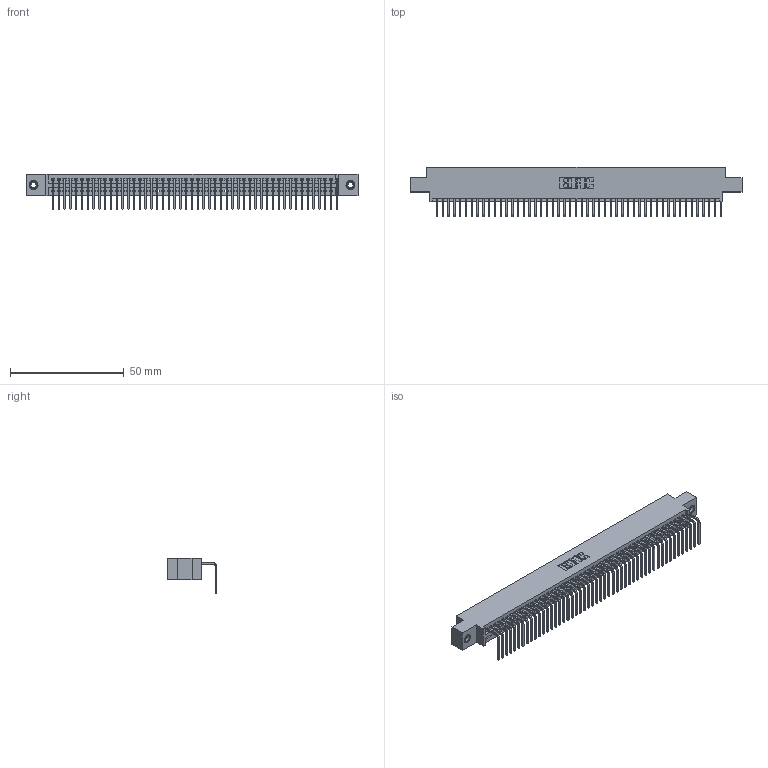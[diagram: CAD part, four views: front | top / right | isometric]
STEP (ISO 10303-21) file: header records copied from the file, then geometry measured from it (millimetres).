
FILE_DESCRIPTION (( 'STEP AP203' ), '1' );
FILE_NAME ('345-050-558-608.STEP', '2019-10-10T18:25:48', ( '' ), ( '' ), 'SwSTEP 2.0', 'SolidWorks 2016', '' );
FILE_SCHEMA (( 'CONFIG_CONTROL_DESIGN' ));
Length unit declared in the file: inch
Products named in the file (4): 345-050-558-608; 345 Part_0.170 Offset - 0.156 Dia-TI; 345-292-001_558 Tail - 2; 345-250-001_345-250-003-102
Assembly tree (53 placements, depth 2):
  345-050-558-608
    345 Part_0.170 Offset - 0.156 Dia-TI
    345-292-001_558 Tail - 2  x50
    345-250-001_345-250-003-102  x2
Bounding box: 145.67 x 21.83 x 15.37 mm (x, y, z)
Volume: 13951.3 mm3; surface area: 19820.5 mm2
Topology: 53 solids, 53 shells, 3174 faces, 9535 edges, 6282 vertices
Faces by surface type: plane 2202, cylinder 956, cone 12, torus 4
Entity records: 37370 total; most frequent: CARTESIAN_POINT 6451, ORIENTED_EDGE 6426, DIRECTION 5651, EDGE_CURVE 3213, LINE 2865, VECTOR 2865, VERTEX_POINT 2136, AXIS2_PLACEMENT_3D 1393
